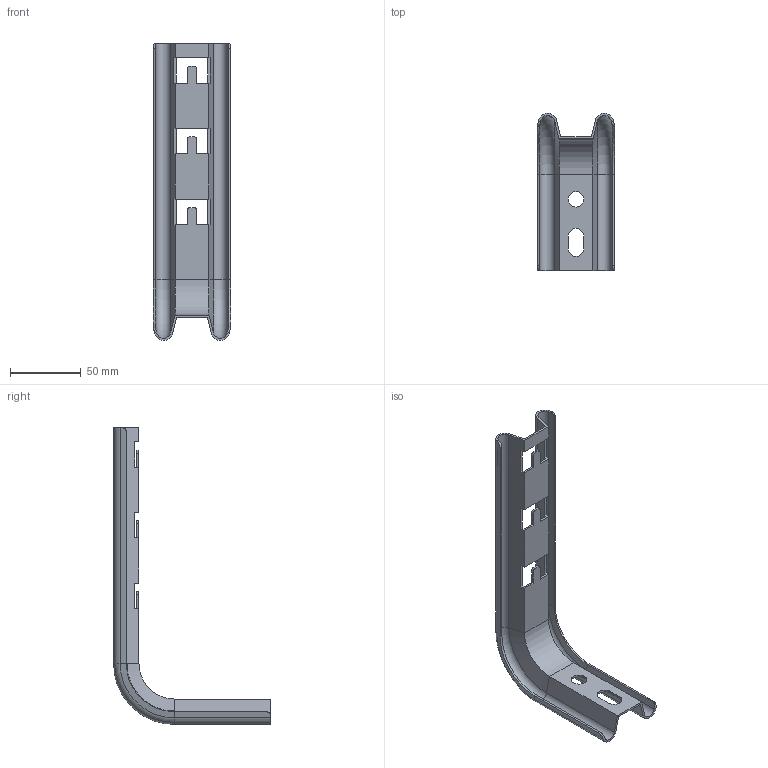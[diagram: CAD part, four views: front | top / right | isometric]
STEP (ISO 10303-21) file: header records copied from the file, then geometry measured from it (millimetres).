
FILE_DESCRIPTION (( 'STEP AP203' ), '1' );
FILE_NAME ('CLW10-VÑEF-150 Êîíñîëü VÑEF 150.STEP', '2016-04-13T12:10:54', ( '' ), ( '' ), 'SwSTEP 2.0', 'SolidWorks 2014', '' );
FILE_SCHEMA (( 'CONFIG_CONTROL_DESIGN' ));
Length unit declared in the file: millimetre
Products named in the file (1): CLW10-VÑEF-150 Êîíñîëü VÑEF 150
Bounding box: 55 x 110.98 x 209.98 mm (x, y, z)
Volume: 35305.9 mm3; surface area: 48837.1 mm2
Topology: 1 solids, 1 shells, 95 faces, 265 edges, 166 vertices
Faces by surface type: plane 58, cylinder 23, cone 10, torus 4
Full cylindrical faces by diameter (mm): 11 x1
Entity records: 3093 total; most frequent: ORIENTED_EDGE 528, CARTESIAN_POINT 526, DIRECTION 514, EDGE_CURVE 264, LINE 206, VECTOR 206, VERTEX_POINT 166, AXIS2_PLACEMENT_3D 154
